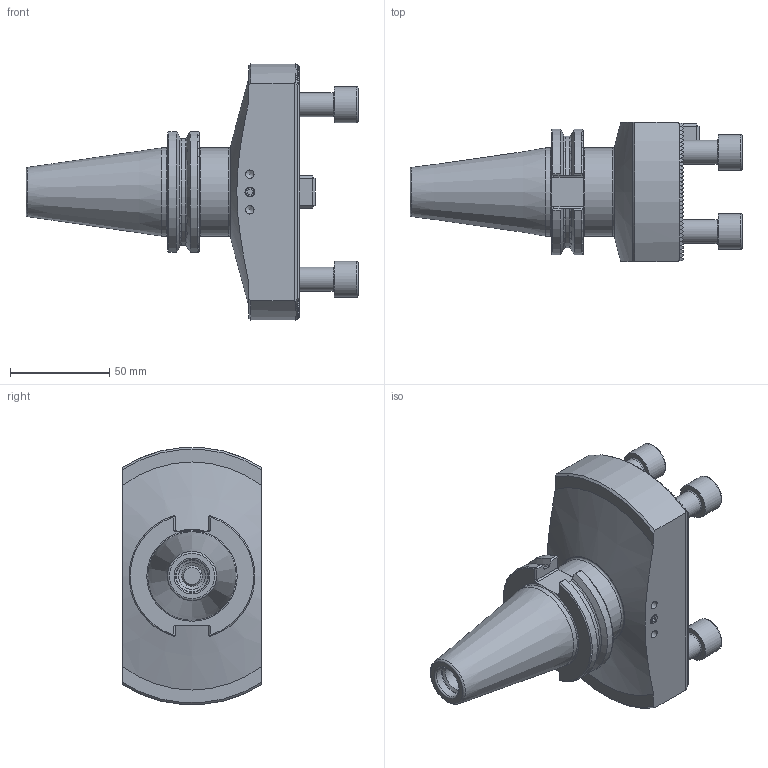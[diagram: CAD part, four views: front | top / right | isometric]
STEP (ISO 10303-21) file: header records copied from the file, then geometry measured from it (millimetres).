
FILE_DESCRIPTION (( 'STEP AP214' ), '1' );
FILE_NAME ('CT4.Ko1.K01.069.STEP', '2020-08-13T14:53:01', ( '' ), ( '' ), 'SwSTEP 2.0', 'SolidWorks 2017', '' );
FILE_SCHEMA (( 'AUTOMOTIVE_DESIGN' ));
Length unit declared in the file: millimetre
Products named in the file (7): CT4-Ko1.K01.069_A; CT4.Ko1.K01.069; ISO 4762 M12 x 25; Ko1-ER1.001.016_A; DIN 908 - M12x1.5; ISO 4762 M6 x 16; ISO 4026 - M5 x 8
Assembly tree (10 placements, depth 2):
  CT4.Ko1.K01.069
    CT4-Ko1.K01.069_A
    DIN 908 - M12x1.5
    ISO 4026 - M5 x 8  x2
    ISO 4762 M12 x 25  x4
    ISO 4762 M6 x 16
    Ko1-ER1.001.016_A
Bounding box: 167.42 x 70 x 129.58 mm (x, y, z)
Volume: 387390.8 mm3; surface area: 72839.1 mm2
Topology: 10 solids, 10 shells, 746 faces, 2058 edges, 1337 vertices
Faces by surface type: plane 496, cylinder 161, cone 63, torus 26
Full cylindrical faces by diameter (mm): 4.2 x6, 5 x3, 6 x1, 6.5 x1, 7.245 x1, 9.5 x1, 10 x1, 10.2 x8, 10.5 x2, 12 x5, 13.5 x1, 16.43 x1, 17 x1, 18 x4, 19 x1, 44.45 x2
Entity records: 23587 total; most frequent: CARTESIAN_POINT 7300, ORIENTED_EDGE 3572, DIRECTION 2813, EDGE_CURVE 1786, VERTEX_POINT 1209, AXIS2_PLACEMENT_3D 1044, EDGE_LOOP 761, VECTOR 725
